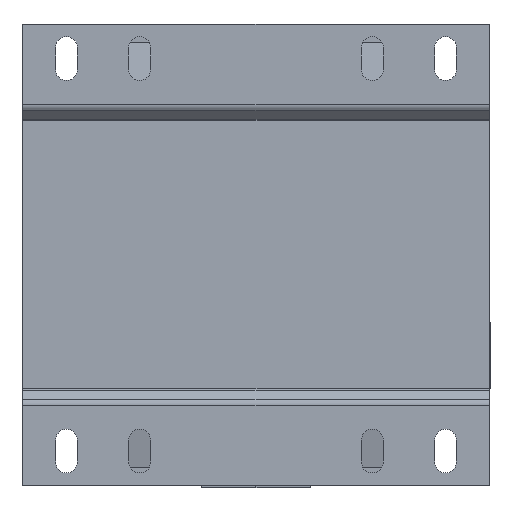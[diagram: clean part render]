
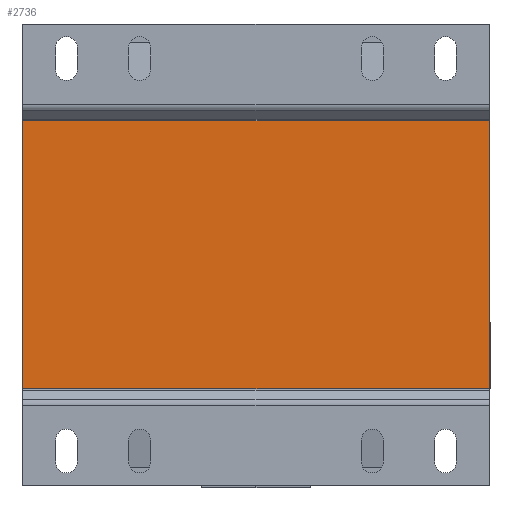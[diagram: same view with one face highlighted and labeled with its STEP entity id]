
A CAD part, front view. The second image highlights one B-rep face of the part: STEP entity #2736.
In plain terms, the highlighted planar face has unit normal (0, -1, 0).
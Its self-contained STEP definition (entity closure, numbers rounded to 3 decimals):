
#52 = VERTEX_POINT ( 'NONE', #5522 ) ;
#677 = DIRECTION ( 'NONE',  ( 0., 0., 1. ) ) ;
#1206 = ORIENTED_EDGE ( 'NONE', *, *, #6097, .T. ) ;
#1571 = EDGE_LOOP ( 'NONE', ( #5629, #3709, #1206, #5415 ) ) ;
#1587 = VERTEX_POINT ( 'NONE', #2406 ) ;
#2149 = CARTESIAN_POINT ( 'NONE',  ( 95.75, -82.5, 55. ) ) ;
#2406 = CARTESIAN_POINT ( 'NONE',  ( -95.75, -82.5, 55. ) ) ;
#2512 = CARTESIAN_POINT ( 'NONE',  ( 95.75, -82.5, -55. ) ) ;
#2736 = ADVANCED_FACE ( 'Defeature ausgef�hrt2_77', ( #7327 ), #4043, .F. ) ;
#2941 = VECTOR ( 'NONE', #6746, 1000. ) ;
#3039 = DIRECTION ( 'NONE',  ( -1., 0., 0. ) ) ;
#3709 = ORIENTED_EDGE ( 'NONE', *, *, #6434, .F. ) ;
#3732 = CARTESIAN_POINT ( 'NONE',  ( 95.75, -82.5, 55. ) ) ;
#3762 = CARTESIAN_POINT ( 'NONE',  ( -95.75, -82.5, 96. ) ) ;
#4043 = PLANE ( 'NONE',  #9884 ) ;
#4205 = LINE ( 'NONE', #5965, #2941 ) ;
#4551 = LINE ( 'NONE', #2149, #4929 ) ;
#4929 = VECTOR ( 'NONE', #3039, 1000. ) ;
#5215 = LINE ( 'NONE', #2512, #8700 ) ;
#5415 = ORIENTED_EDGE ( 'NONE', *, *, #6239, .F. ) ;
#5465 = DIRECTION ( 'NONE',  ( 0., 1., 0. ) ) ;
#5522 = CARTESIAN_POINT ( 'NONE',  ( -95.75, -82.5, -55. ) ) ;
#5629 = ORIENTED_EDGE ( 'NONE', *, *, #8153, .T. ) ;
#5763 = DIRECTION ( 'NONE',  ( 1., 0., 0. ) ) ;
#5965 = CARTESIAN_POINT ( 'NONE',  ( 95.75, -82.5, 96. ) ) ;
#6063 = VECTOR ( 'NONE', #9345, 1000. ) ;
#6097 = EDGE_CURVE ( 'Defeature ausgef�hrt2_77+Defeature ausgef�hrt2_76+Defeature ausgef�hrt2_71+Defeature ausgef�hrt2_61', #52, #9828, #5215, .T. ) ;
#6239 = EDGE_CURVE ( 'Defeature ausgef�hrt2_61+Defeature ausgef�hrt2_77+Defeature ausgef�hrt2_68+Defeature ausgef�hrt2_76', #9550, #9828, #4205, .T. ) ;
#6434 = EDGE_CURVE ( 'Defeature ausgef�hrt2_71+Defeature ausgef�hrt2_77+Defeature ausgef�hrt2_76+Defeature ausgef�hrt2_68', #52, #1587, #7439, .T. ) ;
#6746 = DIRECTION ( 'NONE',  ( 0., 0., -1. ) ) ;
#7327 = FACE_OUTER_BOUND ( 'NONE', #1571, .T. ) ;
#7439 = LINE ( 'NONE', #3762, #6063 ) ;
#8153 = EDGE_CURVE ( 'Defeature ausgef�hrt2_77+Defeature ausgef�hrt2_68+Defeature ausgef�hrt2_61+Defeature ausgef�hrt2_71', #9550, #1587, #4551, .T. ) ;
#8194 = CARTESIAN_POINT ( 'NONE',  ( 95.75, -82.5, -55. ) ) ;
#8700 = VECTOR ( 'NONE', #5763, 1000. ) ;
#9345 = DIRECTION ( 'NONE',  ( 0., 0., 1. ) ) ;
#9550 = VERTEX_POINT ( 'NONE', #3732 ) ;
#9828 = VERTEX_POINT ( 'NONE', #8194 ) ;
#9884 = AXIS2_PLACEMENT_3D ( 'NONE', #10226, #5465, #677 ) ;
#10226 = CARTESIAN_POINT ( 'NONE',  ( 0., -82.5, 0. ) ) ;
